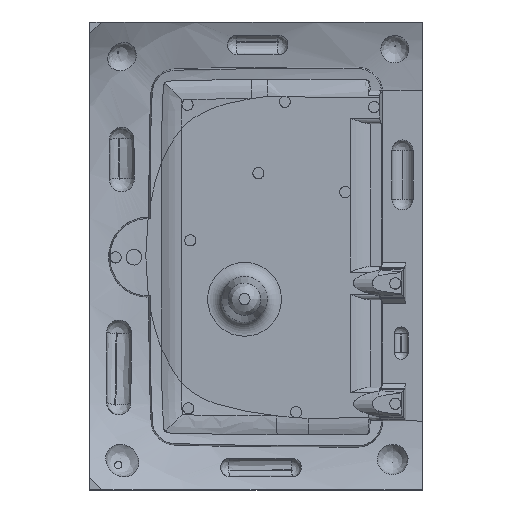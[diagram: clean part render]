
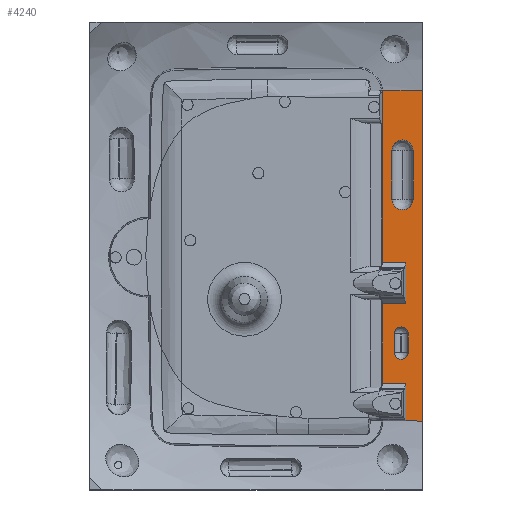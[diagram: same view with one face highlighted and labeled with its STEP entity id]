
A CAD part, top view. The second image highlights one B-rep face of the part: STEP entity #4240.
In plain terms, the highlighted planar face has unit normal (0, 0, 1).
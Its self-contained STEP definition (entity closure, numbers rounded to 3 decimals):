
#153=PLANE('',#4542);
#222=LINE('',#7379,#401);
#223=LINE('',#7395,#402);
#273=LINE('',#9917,#452);
#281=LINE('',#11991,#460);
#287=LINE('',#12213,#466);
#297=LINE('',#13751,#476);
#303=LINE('',#14015,#482);
#311=LINE('',#15155,#490);
#315=LINE('',#15162,#494);
#320=LINE('',#15186,#499);
#321=LINE('',#15194,#500);
#322=LINE('',#15202,#501);
#323=LINE('',#15204,#502);
#324=LINE('',#15205,#503);
#401=VECTOR('',#4757,10.);
#402=VECTOR('',#4764,10.);
#452=VECTOR('',#5024,10.);
#460=VECTOR('',#5076,10.);
#466=VECTOR('',#5098,10.);
#476=VECTOR('',#5160,10.);
#482=VECTOR('',#5192,10.);
#490=VECTOR('',#5228,10.);
#494=VECTOR('',#5234,10.);
#499=VECTOR('',#5249,10.);
#500=VECTOR('',#5252,10.);
#501=VECTOR('',#5253,10.);
#502=VECTOR('',#5254,10.);
#503=VECTOR('',#5255,10.);
#588=CIRCLE('',#4448,4.609);
#594=CIRCLE('',#4476,1.901);
#599=CIRCLE('',#4484,1.267);
#627=CIRCLE('',#4530,1.901);
#628=CIRCLE('',#4533,1.267);
#689=FACE_BOUND('',#1144,.T.);
#690=FACE_BOUND('',#1145,.T.);
#905=FACE_OUTER_BOUND('',#1143,.T.);
#1143=EDGE_LOOP('',(#3783,#3784,#3785,#3786,#3787,#3788,#3789,#3790,#3791,
#3792,#3793,#3794,#3795,#3796));
#1144=EDGE_LOOP('',(#3797,#3798,#3799,#3800));
#1145=EDGE_LOOP('',(#3801,#3802,#3803,#3804));
#1330=B_SPLINE_CURVE_WITH_KNOTS('',3,(#9741,#9742,#9743,#9744),
 .UNSPECIFIED.,.F.,.F.,(4,4),(0.003,0.003),
 .UNSPECIFIED.);
#1505=B_SPLINE_CURVE_WITH_KNOTS('',3,(#15189,#15190,#15191,#15192),
 .UNSPECIFIED.,.F.,.F.,(4,4),(19.341,20.316),
 .UNSPECIFIED.);
#1506=B_SPLINE_CURVE_WITH_KNOTS('',3,(#15195,#15196,#15197,#15198,#15199,
#15200),.UNSPECIFIED.,.F.,.F.,(4,2,4),(0.203,0.644,
0.918),.UNSPECIFIED.);
#1641=VERTEX_POINT('',#7376);
#1642=VERTEX_POINT('',#7378);
#1643=VERTEX_POINT('',#7382);
#1644=VERTEX_POINT('',#7384);
#1764=VERTEX_POINT('',#9740);
#1767=VERTEX_POINT('',#9753);
#1770=VERTEX_POINT('',#9913);
#1771=VERTEX_POINT('',#9915);
#1826=VERTEX_POINT('',#11989);
#1827=VERTEX_POINT('',#11990);
#1830=VERTEX_POINT('',#11998);
#1843=VERTEX_POINT('',#12211);
#1844=VERTEX_POINT('',#12212);
#1847=VERTEX_POINT('',#12220);
#1899=VERTEX_POINT('',#13750);
#1912=VERTEX_POINT('',#14014);
#1943=VERTEX_POINT('',#15154);
#1945=VERTEX_POINT('',#15160);
#1948=VERTEX_POINT('',#15188);
#1949=VERTEX_POINT('',#15193);
#1950=VERTEX_POINT('',#15201);
#1951=VERTEX_POINT('',#15203);
#2123=EDGE_CURVE('',#1642,#1641,#222,.T.);
#2127=EDGE_CURVE('',#1643,#1644,#223,.T.);
#2322=EDGE_CURVE('',#1644,#1764,#1330,.T.);
#2327=EDGE_CURVE('',#1767,#1642,#588,.T.);
#2334=EDGE_CURVE('',#1770,#1771,#273,.T.);
#2411=EDGE_CURVE('',#1826,#1827,#281,.T.);
#2415=EDGE_CURVE('',#1827,#1830,#594,.T.);
#2431=EDGE_CURVE('',#1843,#1844,#287,.T.);
#2435=EDGE_CURVE('',#1844,#1847,#599,.T.);
#2506=EDGE_CURVE('',#1830,#1899,#297,.T.);
#2529=EDGE_CURVE('',#1847,#1912,#303,.T.);
#2572=EDGE_CURVE('',#1899,#1826,#627,.T.);
#2574=EDGE_CURVE('',#1912,#1843,#628,.T.);
#2579=EDGE_CURVE('',#1943,#1643,#311,.T.);
#2583=EDGE_CURVE('',#1771,#1945,#315,.T.);
#2590=EDGE_CURVE('',#1945,#1943,#320,.T.);
#2591=EDGE_CURVE('',#1948,#1764,#1505,.F.);
#2592=EDGE_CURVE('',#1948,#1949,#321,.T.);
#2593=EDGE_CURVE('',#1767,#1949,#1506,.F.);
#2594=EDGE_CURVE('',#1641,#1950,#322,.T.);
#2595=EDGE_CURVE('',#1950,#1951,#323,.T.);
#2596=EDGE_CURVE('',#1951,#1770,#324,.T.);
#3783=ORIENTED_EDGE('',*,*,#2583,.T.);
#3784=ORIENTED_EDGE('',*,*,#2590,.T.);
#3785=ORIENTED_EDGE('',*,*,#2579,.T.);
#3786=ORIENTED_EDGE('',*,*,#2127,.T.);
#3787=ORIENTED_EDGE('',*,*,#2322,.T.);
#3788=ORIENTED_EDGE('',*,*,#2591,.F.);
#3789=ORIENTED_EDGE('',*,*,#2592,.T.);
#3790=ORIENTED_EDGE('',*,*,#2593,.F.);
#3791=ORIENTED_EDGE('',*,*,#2327,.T.);
#3792=ORIENTED_EDGE('',*,*,#2123,.T.);
#3793=ORIENTED_EDGE('',*,*,#2594,.T.);
#3794=ORIENTED_EDGE('',*,*,#2595,.T.);
#3795=ORIENTED_EDGE('',*,*,#2596,.T.);
#3796=ORIENTED_EDGE('',*,*,#2334,.T.);
#3797=ORIENTED_EDGE('',*,*,#2506,.T.);
#3798=ORIENTED_EDGE('',*,*,#2572,.T.);
#3799=ORIENTED_EDGE('',*,*,#2411,.T.);
#3800=ORIENTED_EDGE('',*,*,#2415,.T.);
#3801=ORIENTED_EDGE('',*,*,#2529,.T.);
#3802=ORIENTED_EDGE('',*,*,#2574,.T.);
#3803=ORIENTED_EDGE('',*,*,#2431,.T.);
#3804=ORIENTED_EDGE('',*,*,#2435,.T.);
#4240=ADVANCED_FACE('',(#905,#689,#690),#153,.T.);
#4448=AXIS2_PLACEMENT_3D('',#9768,#5014,#5015);
#4476=AXIS2_PLACEMENT_3D('',#11999,#5082,#5083);
#4484=AXIS2_PLACEMENT_3D('',#12221,#5104,#5105);
#4530=AXIS2_PLACEMENT_3D('',#15122,#5212,#5213);
#4533=AXIS2_PLACEMENT_3D('',#15145,#5218,#5219);
#4542=AXIS2_PLACEMENT_3D('',#15187,#5250,#5251);
#4757=DIRECTION('',(0.,-1.,0.));
#4764=DIRECTION('',(0.,-1.,0.));
#5014=DIRECTION('center_axis',(0.,0.,-1.));
#5015=DIRECTION('ref_axis',(-1.,0.,0.));
#5024=DIRECTION('',(0.,-1.,0.));
#5076=DIRECTION('',(0.,1.,0.));
#5082=DIRECTION('center_axis',(0.,0.,-1.));
#5083=DIRECTION('ref_axis',(1.,0.,0.));
#5098=DIRECTION('',(0.,1.,0.));
#5104=DIRECTION('center_axis',(0.,0.,-1.));
#5105=DIRECTION('ref_axis',(1.,0.,0.));
#5160=DIRECTION('',(0.,-1.,0.));
#5192=DIRECTION('',(0.,-1.,0.));
#5212=DIRECTION('center_axis',(0.,0.,-1.));
#5213=DIRECTION('ref_axis',(-1.,0.,0.));
#5218=DIRECTION('center_axis',(0.,0.,-1.));
#5219=DIRECTION('ref_axis',(-1.,0.,0.));
#5228=DIRECTION('',(-1.,0.,0.));
#5234=DIRECTION('',(1.,0.,0.));
#5249=DIRECTION('',(0.,-1.,0.));
#5250=DIRECTION('center_axis',(0.,0.,1.));
#5251=DIRECTION('ref_axis',(1.,0.,0.));
#5252=DIRECTION('',(0.,1.,0.));
#5253=DIRECTION('',(1.,0.,0.));
#5254=DIRECTION('',(0.,-1.,0.));
#5255=DIRECTION('',(-1.,0.,0.));
#7376=CARTESIAN_POINT('',(-25.107,-1.28,-29.67));
#7378=CARTESIAN_POINT('',(-25.107,29.479,-29.67));
#7379=CARTESIAN_POINT('',(-25.107,14.601,-29.67));
#7382=CARTESIAN_POINT('',(-25.107,-29.753,-29.67));
#7384=CARTESIAN_POINT('',(-25.107,-29.758,-29.67));
#7395=CARTESIAN_POINT('',(-25.107,14.601,-29.67));
#9740=CARTESIAN_POINT('',(-25.107,-29.759,-29.67));
#9741=CARTESIAN_POINT('Ctrl Pts',(-25.107,-29.758,-29.67));
#9742=CARTESIAN_POINT('Ctrl Pts',(-25.107,-29.759,-29.67));
#9743=CARTESIAN_POINT('Ctrl Pts',(-25.107,-29.759,-29.67));
#9744=CARTESIAN_POINT('Ctrl Pts',(-25.107,-29.759,-29.67));
#9753=CARTESIAN_POINT('',(-25.116,29.771,-29.67));
#9768=CARTESIAN_POINT('Origin',(-29.716,29.479,-29.67));
#9913=CARTESIAN_POINT('',(-25.107,-8.609,-29.67));
#9915=CARTESIAN_POINT('',(-25.107,-23.047,-29.67));
#9917=CARTESIAN_POINT('',(-25.107,14.601,-29.67));
#11989=CARTESIAN_POINT('',(-23.432,10.153,-29.67));
#11990=CARTESIAN_POINT('',(-23.432,18.975,-29.67));
#11991=CARTESIAN_POINT('',(-23.432,9.146,-29.67));
#11998=CARTESIAN_POINT('',(-19.63,18.975,-29.67));
#11999=CARTESIAN_POINT('Origin',(-21.531,18.975,-29.67));
#12211=CARTESIAN_POINT('',(-23.034,-17.4,-29.67));
#12212=CARTESIAN_POINT('',(-23.034,-14.105,-29.67));
#12213=CARTESIAN_POINT('',(-23.034,-7.394,-29.67));
#12220=CARTESIAN_POINT('',(-20.499,-14.105,-29.67));
#12221=CARTESIAN_POINT('Origin',(-21.767,-14.105,-29.67));
#13750=CARTESIAN_POINT('',(-19.63,10.153,-29.67));
#13751=CARTESIAN_POINT('',(-19.63,4.735,-29.67));
#14014=CARTESIAN_POINT('',(-20.499,-17.4,-29.67));
#14015=CARTESIAN_POINT('',(-20.499,-9.042,-29.67));
#15122=CARTESIAN_POINT('Origin',(-21.531,10.153,-29.67));
#15145=CARTESIAN_POINT('Origin',(-21.767,-17.4,-29.67));
#15154=CARTESIAN_POINT('',(-20.952,-29.753,-29.67));
#15155=CARTESIAN_POINT('',(-8.126,-29.753,-29.67));
#15160=CARTESIAN_POINT('',(-20.952,-23.047,-29.67));
#15162=CARTESIAN_POINT('',(-8.126,-23.047,-29.67));
#15186=CARTESIAN_POINT('',(-20.952,-8.084,-29.67));
#15187=CARTESIAN_POINT('Origin',(9.06,-0.684,-29.67));
#15188=CARTESIAN_POINT('',(-17.933,-29.796,-29.67));
#15189=CARTESIAN_POINT('Ctrl Pts',(-25.107,-29.759,
-29.67));
#15190=CARTESIAN_POINT('Ctrl Pts',(-22.514,-29.784,
-29.67));
#15191=CARTESIAN_POINT('Ctrl Pts',(-19.907,-29.792,
-29.67));
#15192=CARTESIAN_POINT('Ctrl Pts',(-17.933,-29.796,
-29.67));
#15193=CARTESIAN_POINT('',(-17.933,29.791,-29.67));
#15194=CARTESIAN_POINT('',(-17.933,-21.134,-29.67));
#15195=CARTESIAN_POINT('Ctrl Pts',(-17.933,29.791,-29.67));
#15196=CARTESIAN_POINT('Ctrl Pts',(-19.424,29.79,-29.67));
#15197=CARTESIAN_POINT('Ctrl Pts',(-20.913,29.787,-29.67));
#15198=CARTESIAN_POINT('Ctrl Pts',(-23.131,29.781,-29.67));
#15199=CARTESIAN_POINT('Ctrl Pts',(-24.102,29.777,-29.67));
#15200=CARTESIAN_POINT('Ctrl Pts',(-25.116,29.771,-29.67));
#15201=CARTESIAN_POINT('',(-20.952,-1.28,-29.67));
#15202=CARTESIAN_POINT('',(-8.126,-1.28,-29.67));
#15203=CARTESIAN_POINT('',(-20.952,-8.609,-29.67));
#15204=CARTESIAN_POINT('',(-20.952,-8.084,-29.67));
#15205=CARTESIAN_POINT('',(-8.126,-8.609,-29.67));
